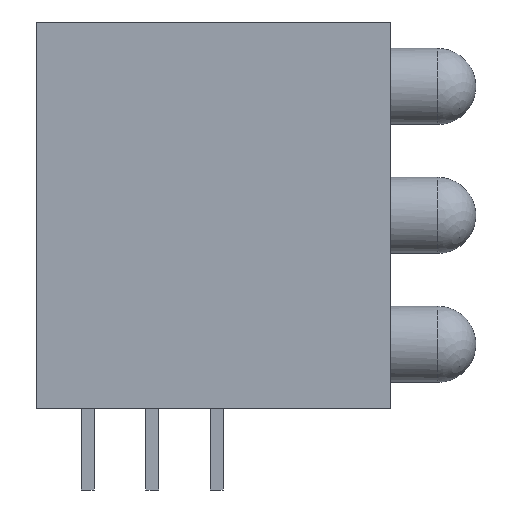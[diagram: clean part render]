
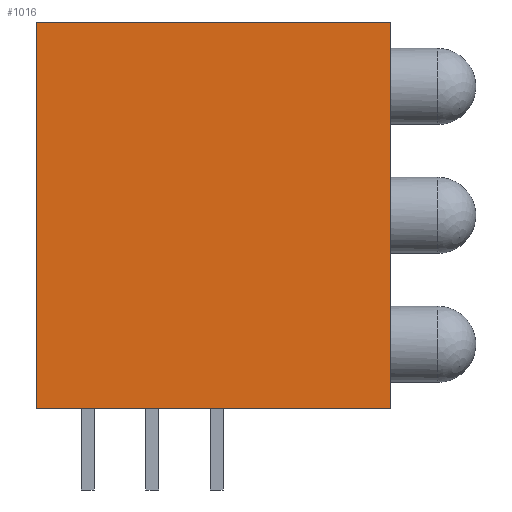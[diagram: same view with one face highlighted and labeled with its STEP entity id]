
A CAD part, left-side view. The second image highlights one B-rep face of the part: STEP entity #1016.
In plain terms, the highlighted planar face has unit normal (-1, 0, 0).
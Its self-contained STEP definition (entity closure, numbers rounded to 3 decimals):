
#88=FACE_OUTER_BOUND($,#158,.T.);
#158=EDGE_LOOP($,(#832,#833,#834,#835));
#277=LINE($,#1625,#391);
#289=LINE($,#1649,#403);
#294=LINE($,#1658,#408);
#295=LINE($,#1660,#409);
#391=VECTOR($,#1322,15.24);
#403=VECTOR($,#1340,13.97);
#408=VECTOR($,#1349,13.97);
#409=VECTOR($,#1352,15.24);
#482=VERTEX_POINT($,#1622);
#483=VERTEX_POINT($,#1624);
#492=VERTEX_POINT($,#1648);
#494=VERTEX_POINT($,#1656);
#596=EDGE_CURVE($,#482,#483,#277,.T.);
#608=EDGE_CURVE($,#483,#492,#289,.T.);
#613=EDGE_CURVE($,#482,#494,#294,.T.);
#614=EDGE_CURVE($,#494,#492,#295,.T.);
#832=ORIENTED_EDGE($,*,*,#596,.F.);
#833=ORIENTED_EDGE($,*,*,#613,.T.);
#834=ORIENTED_EDGE($,*,*,#614,.T.);
#835=ORIENTED_EDGE($,*,*,#608,.F.);
#956=PLANE($,#1116);
#1016=ADVANCED_FACE($,(#88),#956,.T.);
#1116=AXIS2_PLACEMENT_3D($,#1659,#1350,#1351);
#1322=DIRECTION($,(0.,0.,-1.));
#1340=DIRECTION($,(0.,1.,0.));
#1349=DIRECTION($,(0.,1.,0.));
#1350=DIRECTION('center_axis',(-1.,0.,0.));
#1351=DIRECTION('ref_axis',(0.,0.,-1.));
#1352=DIRECTION($,(0.,0.,-1.));
#1622=CARTESIAN_POINT('',(-2.159,-9.398,15.24));
#1624=CARTESIAN_POINT('',(-2.159,-9.398,0.));
#1625=CARTESIAN_POINT($,(-2.159,-9.398,15.24));
#1648=CARTESIAN_POINT('',(-2.159,4.572,0.));
#1649=CARTESIAN_POINT($,(-2.159,-6.985,0.));
#1656=CARTESIAN_POINT('',(-2.159,4.572,15.24));
#1658=CARTESIAN_POINT($,(-2.159,-6.985,15.24));
#1659=CARTESIAN_POINT('Origin',(-2.159,-6.985,15.24));
#1660=CARTESIAN_POINT($,(-2.159,4.572,15.24));
